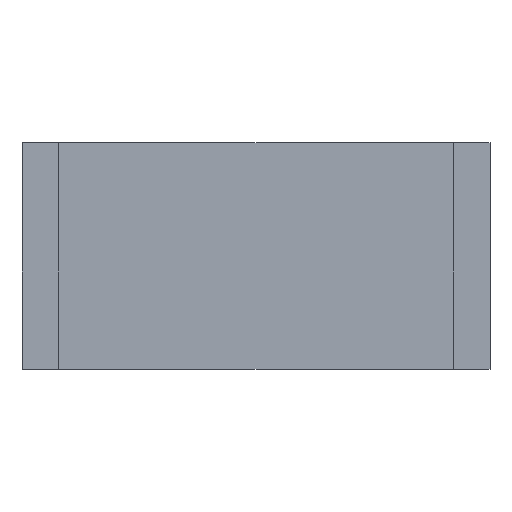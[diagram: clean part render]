
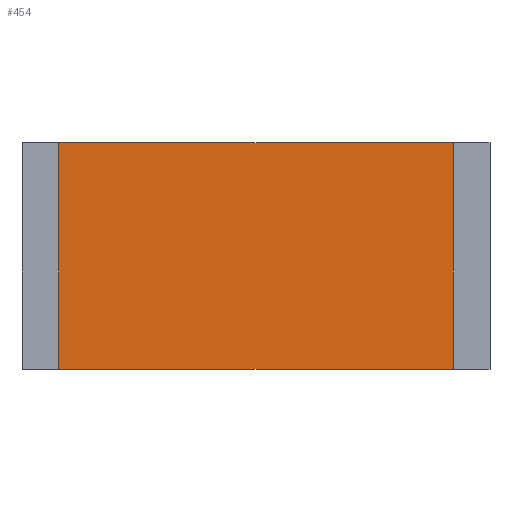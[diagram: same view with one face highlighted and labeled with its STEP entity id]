
A CAD part, top view. The second image highlights one B-rep face of the part: STEP entity #454.
In plain terms, the highlighted planar face has unit normal (0, 0, 1).
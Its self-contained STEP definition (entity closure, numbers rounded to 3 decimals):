
#36=FACE_OUTER_BOUND('',#62,.T.);
#62=EDGE_LOOP('',(#355,#356,#357,#358));
#99=LINE('',#665,#159);
#106=LINE('',#679,#166);
#108=LINE('',#683,#168);
#109=LINE('',#684,#169);
#159=VECTOR('',#545,6.4);
#166=VECTOR('',#556,3.15);
#168=VECTOR('',#560,6.4);
#169=VECTOR('',#561,3.15);
#211=VERTEX_POINT('',#663);
#212=VERTEX_POINT('',#664);
#217=VERTEX_POINT('',#678);
#218=VERTEX_POINT('',#682);
#259=EDGE_CURVE('',#211,#212,#99,.T.);
#266=EDGE_CURVE('',#211,#217,#106,.T.);
#268=EDGE_CURVE('',#218,#217,#108,.T.);
#269=EDGE_CURVE('',#212,#218,#109,.T.);
#355=ORIENTED_EDGE('',*,*,#259,.F.);
#356=ORIENTED_EDGE('',*,*,#266,.T.);
#357=ORIENTED_EDGE('',*,*,#268,.F.);
#358=ORIENTED_EDGE('',*,*,#269,.F.);
#428=PLANE('',#484);
#454=ADVANCED_FACE('',(#36),#428,.T.);
#484=AXIS2_PLACEMENT_3D('',#681,#558,#559);
#545=DIRECTION('',(-1.,0.,0.));
#556=DIRECTION('',(0.,1.,0.));
#558=DIRECTION('center_axis',(0.,0.,1.));
#559=DIRECTION('ref_axis',(0.,1.,0.));
#560=DIRECTION('',(1.,0.,0.));
#561=DIRECTION('',(0.,1.,0.));
#663=CARTESIAN_POINT('',(3.2,-1.575,0.8));
#664=CARTESIAN_POINT('',(-3.2,-1.575,0.8));
#665=CARTESIAN_POINT('',(-2.985,-1.575,0.8));
#678=CARTESIAN_POINT('',(3.2,1.575,0.8));
#679=CARTESIAN_POINT('',(3.2,-0.05,0.8));
#681=CARTESIAN_POINT('Origin',(2.985,-0.05,0.8));
#682=CARTESIAN_POINT('',(-3.2,1.575,0.8));
#683=CARTESIAN_POINT('',(-1.492,1.575,0.8));
#684=CARTESIAN_POINT('',(-3.2,-0.05,0.8));
